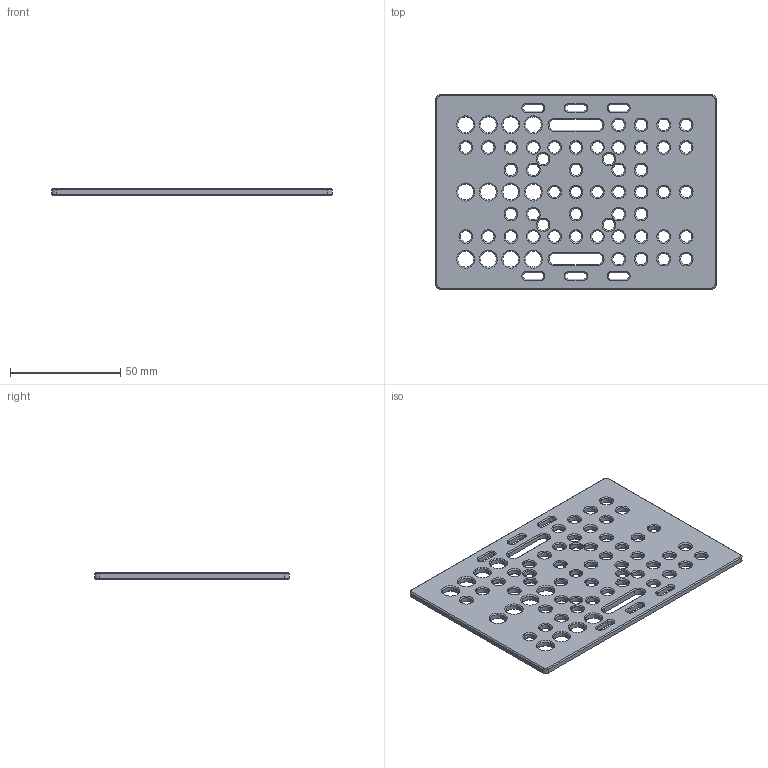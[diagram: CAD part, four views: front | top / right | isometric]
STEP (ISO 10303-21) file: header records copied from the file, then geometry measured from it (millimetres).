
FILE_DESCRIPTION (( 'STEP AP214' ), '1' );
FILE_NAME ('A166 Ïëàñòèíà ïîðòàëüíàÿ 127õ88 äëÿ ðîëèêîâ.STEP', '2019-09-05T13:58:17', ( 'Windows User' ), ( '' ), 'SwSTEP 2.0', 'SolidWorks 2018', '' );
FILE_SCHEMA (( 'AUTOMOTIVE_DESIGN' ));
Length unit declared in the file: millimetre
Products named in the file (1): A166 Ïëàñòèíà ïîðòàëüíàÿ 127õ88 äëÿ ðîëèêîâ
Bounding box: 127 x 88 x 3 mm (x, y, z)
Volume: 27169.6 mm3; surface area: 22762.1 mm2
Topology: 1 solids, 1 shells, 519 faces, 1215 edges, 698 vertices
Faces by surface type: cone 305, cylinder 154, plane 60
Entity records: 14999 total; most frequent: DIRECTION 2875, CARTESIAN_POINT 2433, ORIENTED_EDGE 2430, EDGE_CURVE 1215, AXIS2_PLACEMENT_3D 1140, VERTEX_POINT 698, EDGE_LOOP 661, CIRCLE 620
